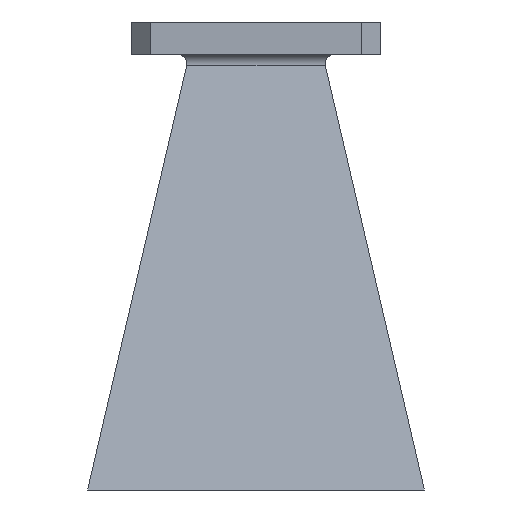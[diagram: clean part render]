
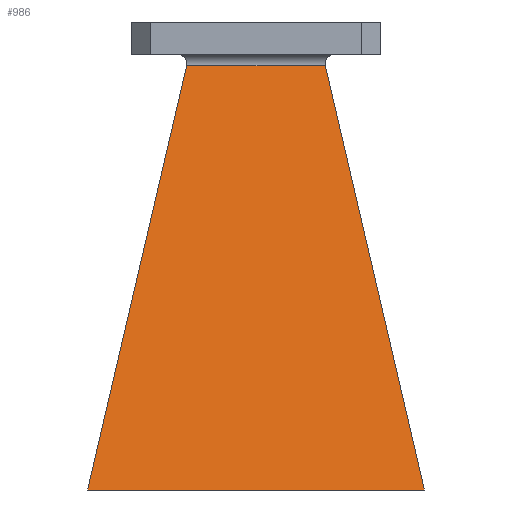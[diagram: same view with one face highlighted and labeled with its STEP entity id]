
A CAD part, front view. The second image highlights one B-rep face of the part: STEP entity #986.
In plain terms, the highlighted planar face has unit normal (0, -0.978, 0.211).
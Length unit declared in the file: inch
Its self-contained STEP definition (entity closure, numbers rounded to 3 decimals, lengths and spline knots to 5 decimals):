
#29 = CARTESIAN_POINT ( 'NONE',  ( -0.885, -0.69, -2.46 ) ) ;
#95 = LINE ( 'NONE', #29, #390 ) ;
#169 = LINE ( 'NONE', #485, #630 ) ;
#200 = EDGE_CURVE ( 'NONE', #661, #540, #729, .T. ) ;
#236 = EDGE_CURVE ( 'NONE', #809, #1134, #1123, .T. ) ;
#270 = LINE ( 'NONE', #534, #582 ) ;
#278 = ORIENTED_EDGE ( 'NONE', *, *, #908, .T. ) ;
#283 = FACE_OUTER_BOUND ( 'NONE', #307, .T. ) ;
#286 = CARTESIAN_POINT ( 'NONE',  ( 0.36513, -0.20858, -0.23055 ) ) ;
#307 = EDGE_LOOP ( 'NONE', ( #848, #925, #795, #1174, #766, #278 ) ) ;
#317 = VERTEX_POINT ( 'NONE', #1061 ) ;
#348 = CARTESIAN_POINT ( 'NONE',  ( 0.885, -0.69, -2.46 ) ) ;
#351 = VERTEX_POINT ( 'NONE', #869 ) ;
#390 = VECTOR ( 'NONE', #1019, 39.37008 ) ;
#485 = CARTESIAN_POINT ( 'NONE',  ( -0.351, -0.20858, -0.23055 ) ) ;
#531 = CARTESIAN_POINT ( 'NONE',  ( -0.36531, -0.20875, -0.23135 ) ) ;
#534 = CARTESIAN_POINT ( 'NONE',  ( -0.885, -0.69, -2.46 ) ) ;
#540 = VERTEX_POINT ( 'NONE', #531 ) ;
#546 = EDGE_CURVE ( 'NONE', #317, #809, #657, .T. ) ;
#551 = PLANE ( 'NONE',  #1036 ) ;
#561 = DIRECTION ( 'NONE',  ( 0., -0.977, 0.211 ) ) ;
#582 = VECTOR ( 'NONE', #716, 39.37008 ) ;
#628 = DIRECTION ( 'NONE',  ( -0.222, 0.206, 0.953 ) ) ;
#630 = VECTOR ( 'NONE', #1150, 39.37008 ) ;
#635 = EDGE_CURVE ( 'NONE', #351, #540, #270, .T. ) ;
#657 = LINE ( 'NONE', #348, #1012 ) ;
#661 = VERTEX_POINT ( 'NONE', #837 ) ;
#716 = DIRECTION ( 'NONE',  ( 0.222, 0.206, 0.953 ) ) ;
#729 =( BOUNDED_CURVE ( )  B_SPLINE_CURVE ( 3, ( #1000, #1010, #1096, #1202 ),
 .UNSPECIFIED., .F., .F. ) 
 B_SPLINE_CURVE_WITH_KNOTS ( ( 4, 4 ),
 ( 4.92506, 4.94148 ),
 .UNSPECIFIED. ) 
 CURVE ( )  GEOMETRIC_REPRESENTATION_ITEM ( )  RATIONAL_B_SPLINE_CURVE ( ( 1., 1., 1., 1. ) ) 
 REPRESENTATION_ITEM ( '' )  );
#754 = CARTESIAN_POINT ( 'NONE',  ( 0.36513, -0.20858, -0.23055 ) ) ;
#766 = ORIENTED_EDGE ( 'NONE', *, *, #635, .F. ) ;
#795 = ORIENTED_EDGE ( 'NONE', *, *, #1171, .T. ) ;
#809 = VERTEX_POINT ( 'NONE', #835 ) ;
#835 = CARTESIAN_POINT ( 'NONE',  ( 0.36531, -0.20875, -0.23135 ) ) ;
#837 = CARTESIAN_POINT ( 'NONE',  ( -0.36513, -0.20858, -0.23055 ) ) ;
#839 = CARTESIAN_POINT ( 'NONE',  ( 0.36519, -0.20863, -0.23082 ) ) ;
#848 = ORIENTED_EDGE ( 'NONE', *, *, #546, .T. ) ;
#869 = CARTESIAN_POINT ( 'NONE',  ( -0.885, -0.69, -2.46 ) ) ;
#908 = EDGE_CURVE ( 'NONE', #351, #317, #95, .T. ) ;
#925 = ORIENTED_EDGE ( 'NONE', *, *, #236, .T. ) ;
#932 = CARTESIAN_POINT ( 'NONE',  ( 0., -0.15172, 0.03276 ) ) ;
#942 = DIRECTION ( 'NONE',  ( 0., -0.211, -0.977 ) ) ;
#986 = ADVANCED_FACE ( 'NONE', ( #283 ), #551, .T. ) ;
#1000 = CARTESIAN_POINT ( 'NONE',  ( -0.36513, -0.20858, -0.23055 ) ) ;
#1010 = CARTESIAN_POINT ( 'NONE',  ( -0.36519, -0.20863, -0.23082 ) ) ;
#1012 = VECTOR ( 'NONE', #628, 39.37008 ) ;
#1019 = DIRECTION ( 'NONE',  ( 1., 0., 0. ) ) ;
#1036 = AXIS2_PLACEMENT_3D ( 'NONE', #932, #561, #942 ) ;
#1061 = CARTESIAN_POINT ( 'NONE',  ( 0.885, -0.69, -2.46 ) ) ;
#1096 = CARTESIAN_POINT ( 'NONE',  ( -0.36525, -0.20869, -0.23109 ) ) ;
#1123 =( BOUNDED_CURVE ( )  B_SPLINE_CURVE ( 3, ( #1129, #1132, #839, #286 ),
 .UNSPECIFIED., .F., .F. ) 
 B_SPLINE_CURVE_WITH_KNOTS ( ( 4, 4 ),
 ( 4.4833, 4.49972 ),
 .UNSPECIFIED. ) 
 CURVE ( )  GEOMETRIC_REPRESENTATION_ITEM ( )  RATIONAL_B_SPLINE_CURVE ( ( 1., 1., 1., 1. ) ) 
 REPRESENTATION_ITEM ( '' )  );
#1129 = CARTESIAN_POINT ( 'NONE',  ( 0.36531, -0.20875, -0.23135 ) ) ;
#1132 = CARTESIAN_POINT ( 'NONE',  ( 0.36525, -0.20869, -0.23109 ) ) ;
#1134 = VERTEX_POINT ( 'NONE', #754 ) ;
#1150 = DIRECTION ( 'NONE',  ( -1., 0., 0. ) ) ;
#1171 = EDGE_CURVE ( 'NONE', #1134, #661, #169, .T. ) ;
#1174 = ORIENTED_EDGE ( 'NONE', *, *, #200, .T. ) ;
#1202 = CARTESIAN_POINT ( 'NONE',  ( -0.36531, -0.20875, -0.23135 ) ) ;
